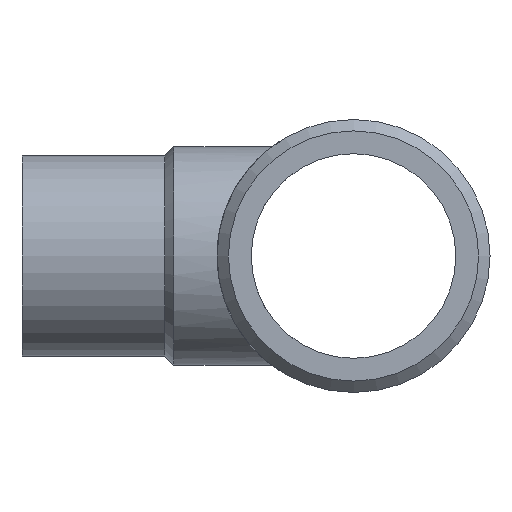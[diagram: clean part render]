
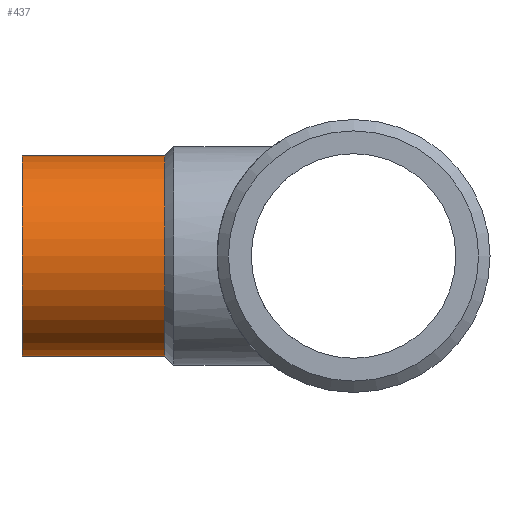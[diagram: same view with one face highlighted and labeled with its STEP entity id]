
A CAD part, left-side view. The second image highlights one B-rep face of the part: STEP entity #437.
In plain terms, the highlighted cylindrical face has radius 80 mm (diameter 160 mm), a full revolution.
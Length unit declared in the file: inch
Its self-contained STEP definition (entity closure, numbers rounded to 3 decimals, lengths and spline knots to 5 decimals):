
#23 = DIRECTION ( 'NONE',  ( 0., 0., -1. ) ) ;
#24 = DIRECTION ( 'NONE',  ( 0., 1., 0. ) ) ;
#28 = CARTESIAN_POINT ( 'NONE',  ( -10.82677, 10.43307, 0. ) ) ;
#46 = CIRCLE ( 'NONE', #618, 3.14961 ) ;
#48 = DIRECTION ( 'NONE',  ( 0., 0., -1. ) ) ;
#50 = DIRECTION ( 'NONE',  ( 0., 1., 0. ) ) ;
#51 = CARTESIAN_POINT ( 'NONE',  ( -10.82677, 5.94488, 0. ) ) ;
#81 = AXIS2_PLACEMENT_3D ( 'NONE', #619, #621, #615 ) ;
#100 = EDGE_CURVE ( 'NONE', #655, #655, #189, .T. ) ;
#158 = EDGE_LOOP ( 'NONE', ( #698 ) ) ;
#162 = EDGE_CURVE ( 'NONE', #420, #420, #46, .T. ) ;
#174 = FACE_OUTER_BOUND ( 'NONE', #158, .T. ) ;
#189 = CIRCLE ( 'NONE', #617, 3.14961 ) ;
#224 = CARTESIAN_POINT ( 'NONE',  ( -10.82677, 5.94488, -3.14961 ) ) ;
#278 = CARTESIAN_POINT ( 'NONE',  ( -10.82677, 10.43307, -3.14961 ) ) ;
#362 = EDGE_LOOP ( 'NONE', ( #489 ) ) ;
#420 = VERTEX_POINT ( 'NONE', #278 ) ;
#437 = ADVANCED_FACE ( 'NONE', ( #174, #628 ), #507, .T. ) ;
#489 = ORIENTED_EDGE ( 'NONE', *, *, #100, .T. ) ;
#507 = CYLINDRICAL_SURFACE ( 'NONE', #81, 3.14961 ) ;
#615 = DIRECTION ( 'NONE',  ( 0., 0., -1. ) ) ;
#617 = AXIS2_PLACEMENT_3D ( 'NONE', #51, #50, #48 ) ;
#618 = AXIS2_PLACEMENT_3D ( 'NONE', #28, #24, #23 ) ;
#619 = CARTESIAN_POINT ( 'NONE',  ( -10.82677, 8.18898, 0. ) ) ;
#621 = DIRECTION ( 'NONE',  ( 0., -1., 0. ) ) ;
#628 = FACE_OUTER_BOUND ( 'NONE', #362, .T. ) ;
#655 = VERTEX_POINT ( 'NONE', #224 ) ;
#698 = ORIENTED_EDGE ( 'NONE', *, *, #162, .F. ) ;
